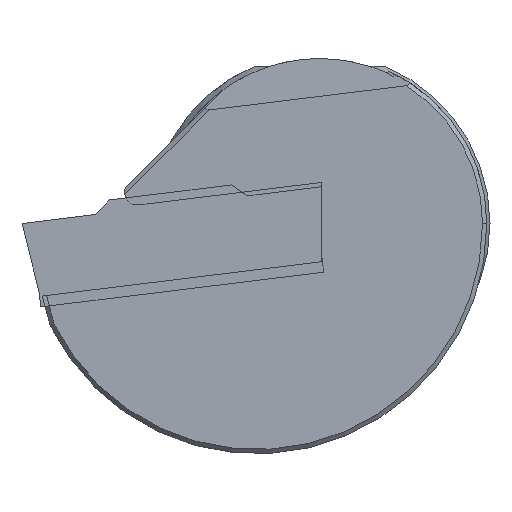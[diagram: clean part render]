
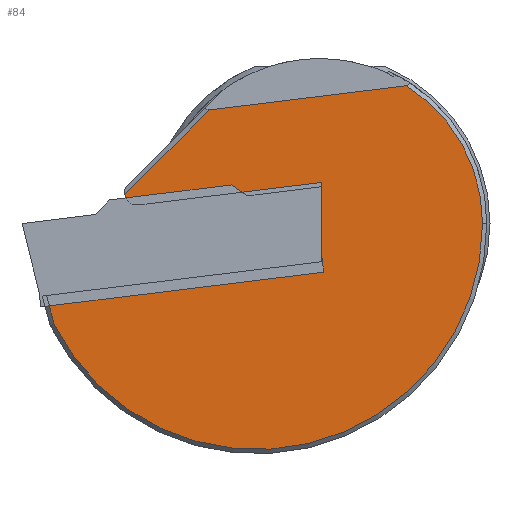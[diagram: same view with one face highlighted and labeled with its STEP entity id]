
A CAD part, left-side view. The second image highlights one B-rep face of the part: STEP entity #84.
In plain terms, the highlighted planar face has unit normal (-1, 0, 0).
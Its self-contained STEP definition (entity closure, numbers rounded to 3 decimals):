
#84=ADVANCED_FACE('',(#155),#125,.F.);
#125=PLANE('',#767);
#155=FACE_OUTER_BOUND('',#194,.T.);
#194=EDGE_LOOP('',(#269,#270,#271,#272,#273,#274,#275,#276,#277));
#239=CIRCLE('',#764,10.625);
#240=CIRCLE('',#765,7.65);
#241=CIRCLE('',#766,0.6);
#269=ORIENTED_EDGE('',*,*,#533,.T.);
#270=ORIENTED_EDGE('',*,*,#534,.T.);
#271=ORIENTED_EDGE('',*,*,#535,.T.);
#272=ORIENTED_EDGE('',*,*,#536,.T.);
#273=ORIENTED_EDGE('',*,*,#537,.T.);
#274=ORIENTED_EDGE('',*,*,#521,.T.);
#275=ORIENTED_EDGE('',*,*,#538,.T.);
#276=ORIENTED_EDGE('',*,*,#539,.T.);
#277=ORIENTED_EDGE('',*,*,#540,.T.);
#456=VERTEX_POINT('',#1030);
#457=VERTEX_POINT('',#1031);
#467=VERTEX_POINT('',#1058);
#468=VERTEX_POINT('',#1059);
#469=VERTEX_POINT('',#1061);
#470=VERTEX_POINT('',#1063);
#471=VERTEX_POINT('',#1065);
#472=VERTEX_POINT('',#1068);
#473=VERTEX_POINT('',#1070);
#521=EDGE_CURVE('',#456,#457,#619,.T.);
#533=EDGE_CURVE('',#467,#468,#625,.T.);
#534=EDGE_CURVE('',#468,#469,#626,.T.);
#535=EDGE_CURVE('',#469,#470,#627,.T.);
#536=EDGE_CURVE('',#470,#471,#239,.T.);
#537=EDGE_CURVE('',#471,#456,#240,.T.);
#538=EDGE_CURVE('',#457,#472,#628,.T.);
#539=EDGE_CURVE('',#472,#473,#241,.T.);
#540=EDGE_CURVE('',#473,#467,#629,.T.);
#619=LINE('',#1029,#687);
#625=LINE('',#1057,#693);
#626=LINE('',#1060,#694);
#627=LINE('',#1062,#695);
#628=LINE('',#1067,#696);
#629=LINE('',#1071,#697);
#687=VECTOR('',#829,1.);
#693=VECTOR('',#849,1.);
#694=VECTOR('',#850,1.);
#695=VECTOR('',#851,1.);
#696=VECTOR('',#856,1.);
#697=VECTOR('',#859,1.);
#764=AXIS2_PLACEMENT_3D('',#1064,#852,#853);
#765=AXIS2_PLACEMENT_3D('',#1066,#854,#855);
#766=AXIS2_PLACEMENT_3D('',#1069,#857,#858);
#767=AXIS2_PLACEMENT_3D('',#1072,#860,#861);
#829=DIRECTION('',(0.,0.993,-0.122));
#849=DIRECTION('',(0.,0.,-1.));
#850=DIRECTION('',(0.,0.993,-0.122));
#851=DIRECTION('',(0.,-0.259,-0.966));
#852=DIRECTION('',(-1.,0.,0.));
#853=DIRECTION('',(0.,0.,-1.));
#854=DIRECTION('',(-1.,0.,0.));
#855=DIRECTION('',(0.,0.,-1.));
#856=DIRECTION('',(0.,0.707,-0.707));
#857=DIRECTION('',(-1.,0.,0.));
#858=DIRECTION('',(0.,0.,-1.));
#859=DIRECTION('',(0.,-0.993,0.122));
#860=DIRECTION('',(1.,0.,0.));
#861=DIRECTION('',(0.,0.,-1.));
#1029=CARTESIAN_POINT('',(0.2,-15.902,7.931));
#1030=CARTESIAN_POINT('',(0.2,-4.069,6.478));
#1031=CARTESIAN_POINT('',(0.2,5.202,5.34));
#1057=CARTESIAN_POINT('',(0.2,-0.094,0.));
#1058=CARTESIAN_POINT('',(0.2,-0.094,1.932));
#1059=CARTESIAN_POINT('',(0.2,-0.094,-1.796));
#1060=CARTESIAN_POINT('',(0.2,-14.011,-0.087));
#1061=CARTESIAN_POINT('',(0.2,12.847,-3.385));
#1062=CARTESIAN_POINT('',(0.2,11.895,-6.939));
#1063=CARTESIAN_POINT('',(0.2,12.484,-4.74));
#1064=CARTESIAN_POINT('',(0.2,2.975,0.));
#1065=CARTESIAN_POINT('',(0.2,-7.65,0.));
#1066=CARTESIAN_POINT('',(0.2,0.,0.));
#1067=CARTESIAN_POINT('',(0.2,-1.729,12.271));
#1068=CARTESIAN_POINT('',(0.2,9.167,1.375));
#1069=CARTESIAN_POINT('',(0.2,8.575,1.472));
#1070=CARTESIAN_POINT('',(0.2,8.501,0.877));
#1071=CARTESIAN_POINT('',(0.2,-13.56,3.585));
#1072=CARTESIAN_POINT('',(0.2,-14.,0.));
